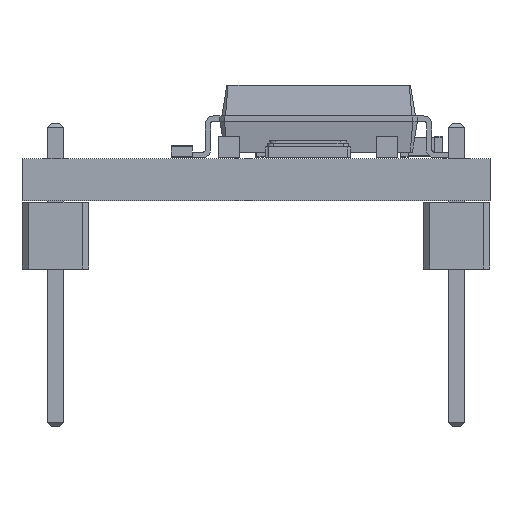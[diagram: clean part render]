
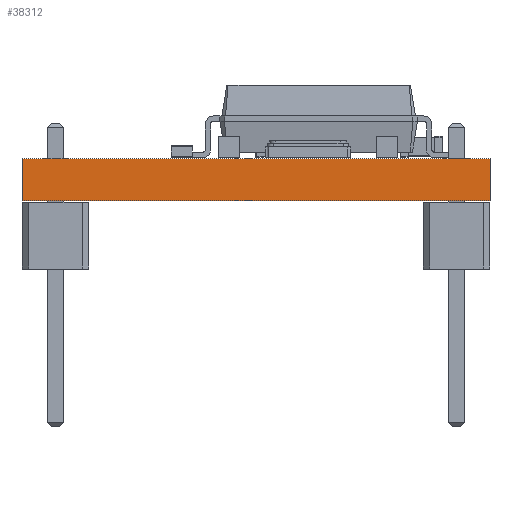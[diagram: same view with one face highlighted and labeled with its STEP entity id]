
A CAD part, front view. The second image highlights one B-rep face of the part: STEP entity #38312.
In plain terms, the highlighted planar face has unit normal (0, -1, 0).
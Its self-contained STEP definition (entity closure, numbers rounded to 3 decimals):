
#38196 = EDGE_CURVE('',#38197,#38199,#38201,.T.);
#38197 = VERTEX_POINT('',#38198);
#38198 = CARTESIAN_POINT('',(120.65,-82.55,0.));
#38199 = VERTEX_POINT('',#38200);
#38200 = CARTESIAN_POINT('',(120.65,-82.55,1.6));
#38201 = SURFACE_CURVE('',#38202,(#38206,#38218),.PCURVE_S1.);
#38202 = LINE('',#38203,#38204);
#38203 = CARTESIAN_POINT('',(120.65,-82.55,0.));
#38204 = VECTOR('',#38205,1.);
#38205 = DIRECTION('',(0.,0.,1.));
#38206 = PCURVE('',#38207,#38212);
#38207 = PLANE('',#38208);
#38208 = AXIS2_PLACEMENT_3D('',#38209,#38210,#38211);
#38209 = CARTESIAN_POINT('',(120.65,-82.55,0.));
#38210 = DIRECTION('',(-1.,0.,0.));
#38211 = DIRECTION('',(0.,1.,0.));
#38212 = DEFINITIONAL_REPRESENTATION('',(#38213),#38217);
#38213 = LINE('',#38214,#38215);
#38214 = CARTESIAN_POINT('',(0.,0.));
#38215 = VECTOR('',#38216,1.);
#38216 = DIRECTION('',(0.,-1.));
#38217 = ( GEOMETRIC_REPRESENTATION_CONTEXT(2) 
PARAMETRIC_REPRESENTATION_CONTEXT() REPRESENTATION_CONTEXT('2D SPACE',''
  ) );
#38218 = PCURVE('',#38219,#38224);
#38219 = PLANE('',#38220);
#38220 = AXIS2_PLACEMENT_3D('',#38221,#38222,#38223);
#38221 = CARTESIAN_POINT('',(102.87,-82.55,0.));
#38222 = DIRECTION('',(0.,1.,0.));
#38223 = DIRECTION('',(1.,0.,0.));
#38224 = DEFINITIONAL_REPRESENTATION('',(#38225),#38229);
#38225 = LINE('',#38226,#38227);
#38226 = CARTESIAN_POINT('',(17.78,0.));
#38227 = VECTOR('',#38228,1.);
#38228 = DIRECTION('',(0.,-1.));
#38229 = ( GEOMETRIC_REPRESENTATION_CONTEXT(2) 
PARAMETRIC_REPRESENTATION_CONTEXT() REPRESENTATION_CONTEXT('2D SPACE',''
  ) );
#38247 = PLANE('',#38248);
#38248 = AXIS2_PLACEMENT_3D('',#38249,#38250,#38251);
#38249 = CARTESIAN_POINT('',(111.76,-72.39,1.6));
#38250 = DIRECTION('',(0.,0.,1.));
#38251 = DIRECTION('',(1.,0.,-0.));
#38301 = PLANE('',#38302);
#38302 = AXIS2_PLACEMENT_3D('',#38303,#38304,#38305);
#38303 = CARTESIAN_POINT('',(111.76,-72.39,0.));
#38304 = DIRECTION('',(0.,0.,1.));
#38305 = DIRECTION('',(1.,0.,-0.));
#38312 = ADVANCED_FACE('',(#38313),#38219,.F.);
#38313 = FACE_BOUND('',#38314,.F.);
#38314 = EDGE_LOOP('',(#38315,#38345,#38366,#38367));
#38315 = ORIENTED_EDGE('',*,*,#38316,.T.);
#38316 = EDGE_CURVE('',#38317,#38319,#38321,.T.);
#38317 = VERTEX_POINT('',#38318);
#38318 = CARTESIAN_POINT('',(102.87,-82.55,0.));
#38319 = VERTEX_POINT('',#38320);
#38320 = CARTESIAN_POINT('',(102.87,-82.55,1.6));
#38321 = SURFACE_CURVE('',#38322,(#38326,#38333),.PCURVE_S1.);
#38322 = LINE('',#38323,#38324);
#38323 = CARTESIAN_POINT('',(102.87,-82.55,0.));
#38324 = VECTOR('',#38325,1.);
#38325 = DIRECTION('',(0.,0.,1.));
#38326 = PCURVE('',#38219,#38327);
#38327 = DEFINITIONAL_REPRESENTATION('',(#38328),#38332);
#38328 = LINE('',#38329,#38330);
#38329 = CARTESIAN_POINT('',(0.,0.));
#38330 = VECTOR('',#38331,1.);
#38331 = DIRECTION('',(0.,-1.));
#38332 = ( GEOMETRIC_REPRESENTATION_CONTEXT(2) 
PARAMETRIC_REPRESENTATION_CONTEXT() REPRESENTATION_CONTEXT('2D SPACE',''
  ) );
#38333 = PCURVE('',#38334,#38339);
#38334 = PLANE('',#38335);
#38335 = AXIS2_PLACEMENT_3D('',#38336,#38337,#38338);
#38336 = CARTESIAN_POINT('',(102.87,-62.23,0.));
#38337 = DIRECTION('',(1.,0.,-0.));
#38338 = DIRECTION('',(0.,-1.,0.));
#38339 = DEFINITIONAL_REPRESENTATION('',(#38340),#38344);
#38340 = LINE('',#38341,#38342);
#38341 = CARTESIAN_POINT('',(20.32,0.));
#38342 = VECTOR('',#38343,1.);
#38343 = DIRECTION('',(0.,-1.));
#38344 = ( GEOMETRIC_REPRESENTATION_CONTEXT(2) 
PARAMETRIC_REPRESENTATION_CONTEXT() REPRESENTATION_CONTEXT('2D SPACE',''
  ) );
#38345 = ORIENTED_EDGE('',*,*,#38346,.T.);
#38346 = EDGE_CURVE('',#38319,#38199,#38347,.T.);
#38347 = SURFACE_CURVE('',#38348,(#38352,#38359),.PCURVE_S1.);
#38348 = LINE('',#38349,#38350);
#38349 = CARTESIAN_POINT('',(102.87,-82.55,1.6));
#38350 = VECTOR('',#38351,1.);
#38351 = DIRECTION('',(1.,0.,0.));
#38352 = PCURVE('',#38219,#38353);
#38353 = DEFINITIONAL_REPRESENTATION('',(#38354),#38358);
#38354 = LINE('',#38355,#38356);
#38355 = CARTESIAN_POINT('',(0.,-1.6));
#38356 = VECTOR('',#38357,1.);
#38357 = DIRECTION('',(1.,0.));
#38358 = ( GEOMETRIC_REPRESENTATION_CONTEXT(2) 
PARAMETRIC_REPRESENTATION_CONTEXT() REPRESENTATION_CONTEXT('2D SPACE',''
  ) );
#38359 = PCURVE('',#38247,#38360);
#38360 = DEFINITIONAL_REPRESENTATION('',(#38361),#38365);
#38361 = LINE('',#38362,#38363);
#38362 = CARTESIAN_POINT('',(-8.89,-10.16));
#38363 = VECTOR('',#38364,1.);
#38364 = DIRECTION('',(1.,0.));
#38365 = ( GEOMETRIC_REPRESENTATION_CONTEXT(2) 
PARAMETRIC_REPRESENTATION_CONTEXT() REPRESENTATION_CONTEXT('2D SPACE',''
  ) );
#38366 = ORIENTED_EDGE('',*,*,#38196,.F.);
#38367 = ORIENTED_EDGE('',*,*,#38368,.F.);
#38368 = EDGE_CURVE('',#38317,#38197,#38369,.T.);
#38369 = SURFACE_CURVE('',#38370,(#38374,#38381),.PCURVE_S1.);
#38370 = LINE('',#38371,#38372);
#38371 = CARTESIAN_POINT('',(102.87,-82.55,0.));
#38372 = VECTOR('',#38373,1.);
#38373 = DIRECTION('',(1.,0.,0.));
#38374 = PCURVE('',#38219,#38375);
#38375 = DEFINITIONAL_REPRESENTATION('',(#38376),#38380);
#38376 = LINE('',#38377,#38378);
#38377 = CARTESIAN_POINT('',(0.,0.));
#38378 = VECTOR('',#38379,1.);
#38379 = DIRECTION('',(1.,0.));
#38380 = ( GEOMETRIC_REPRESENTATION_CONTEXT(2) 
PARAMETRIC_REPRESENTATION_CONTEXT() REPRESENTATION_CONTEXT('2D SPACE',''
  ) );
#38381 = PCURVE('',#38301,#38382);
#38382 = DEFINITIONAL_REPRESENTATION('',(#38383),#38387);
#38383 = LINE('',#38384,#38385);
#38384 = CARTESIAN_POINT('',(-8.89,-10.16));
#38385 = VECTOR('',#38386,1.);
#38386 = DIRECTION('',(1.,0.));
#38387 = ( GEOMETRIC_REPRESENTATION_CONTEXT(2) 
PARAMETRIC_REPRESENTATION_CONTEXT() REPRESENTATION_CONTEXT('2D SPACE',''
  ) );
